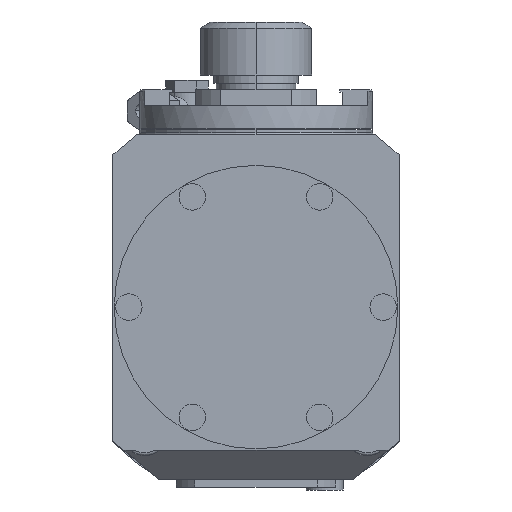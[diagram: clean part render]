
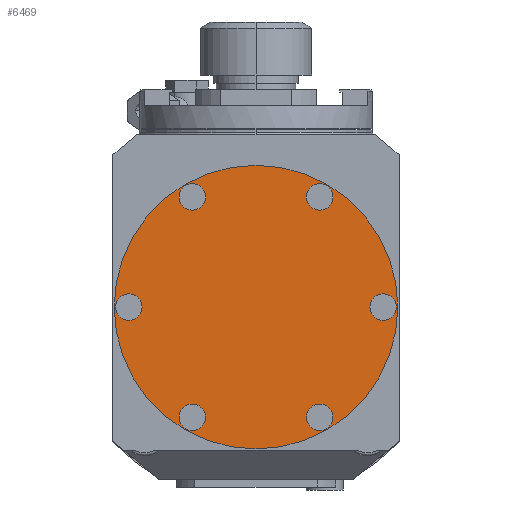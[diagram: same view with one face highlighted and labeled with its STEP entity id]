
A CAD part, left-side view. The second image highlights one B-rep face of the part: STEP entity #6469.
In plain terms, the highlighted planar face has unit normal (-1, 0, 0).
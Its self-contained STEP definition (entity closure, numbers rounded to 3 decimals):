
#667=CARTESIAN_POINT('',(-138.,0.,0.));
#668=DIRECTION('',(-1.,0.,0.));
#669=DIRECTION('',(0.,0.,1.));
#670=AXIS2_PLACEMENT_3D('',#667,#668,#669);
#676=CARTESIAN_POINT('',(-138.,0.,0.));
#677=DIRECTION('',(1.,0.,0.));
#678=DIRECTION('',(0.,0.,1.));
#679=AXIS2_PLACEMENT_3D('',#676,#677,#678);
#685=CARTESIAN_POINT('',(-138.,-24.,41.569));
#686=DIRECTION('',(1.,0.,0.));
#687=DIRECTION('',(0.,0.,1.));
#688=AXIS2_PLACEMENT_3D('',#685,#686,#687);
#690=CARTESIAN_POINT('',(-138.,-24.,41.569));
#691=DIRECTION('',(1.,0.,0.));
#692=DIRECTION('',(0.,0.,-1.));
#693=AXIS2_PLACEMENT_3D('',#690,#691,#692);
#695=CARTESIAN_POINT('',(-138.,24.,41.569));
#696=DIRECTION('',(1.,0.,0.));
#697=DIRECTION('',(0.,0.,1.));
#698=AXIS2_PLACEMENT_3D('',#695,#696,#697);
#700=CARTESIAN_POINT('',(-138.,24.,41.569));
#701=DIRECTION('',(1.,0.,0.));
#702=DIRECTION('',(0.,0.,-1.));
#703=AXIS2_PLACEMENT_3D('',#700,#701,#702);
#705=CARTESIAN_POINT('',(-138.,48.,0.));
#706=DIRECTION('',(1.,0.,0.));
#707=DIRECTION('',(0.,0.,1.));
#708=AXIS2_PLACEMENT_3D('',#705,#706,#707);
#710=CARTESIAN_POINT('',(-138.,48.,0.));
#711=DIRECTION('',(1.,0.,0.));
#712=DIRECTION('',(0.,0.,-1.));
#713=AXIS2_PLACEMENT_3D('',#710,#711,#712);
#715=CARTESIAN_POINT('',(-138.,24.,-41.569));
#716=DIRECTION('',(1.,0.,0.));
#717=DIRECTION('',(0.,0.,1.));
#718=AXIS2_PLACEMENT_3D('',#715,#716,#717);
#720=CARTESIAN_POINT('',(-138.,24.,-41.569));
#721=DIRECTION('',(1.,0.,0.));
#722=DIRECTION('',(0.,0.,-1.));
#723=AXIS2_PLACEMENT_3D('',#720,#721,#722);
#725=CARTESIAN_POINT('',(-138.,-24.,-41.569));
#726=DIRECTION('',(1.,0.,0.));
#727=DIRECTION('',(0.,0.,1.));
#728=AXIS2_PLACEMENT_3D('',#725,#726,#727);
#730=CARTESIAN_POINT('',(-138.,-24.,-41.569));
#731=DIRECTION('',(1.,0.,0.));
#732=DIRECTION('',(0.,0.,-1.));
#733=AXIS2_PLACEMENT_3D('',#730,#731,#732);
#735=CARTESIAN_POINT('',(-138.,-48.,0.));
#736=DIRECTION('',(1.,0.,0.));
#737=DIRECTION('',(0.,0.,1.));
#738=AXIS2_PLACEMENT_3D('',#735,#736,#737);
#740=CARTESIAN_POINT('',(-138.,-48.,0.));
#741=DIRECTION('',(1.,0.,0.));
#742=DIRECTION('',(0.,0.,-1.));
#743=AXIS2_PLACEMENT_3D('',#740,#741,#742);
#5345=CARTESIAN_POINT('',(-138.,0.,53.5));
#5346=CARTESIAN_POINT('',(-138.,0.,-53.5));
#5347=VERTEX_POINT('',#5345);
#5348=VERTEX_POINT('',#5346);
#5357=CARTESIAN_POINT('',(-138.,-24.,46.569));
#5358=CARTESIAN_POINT('',(-138.,-24.,36.569));
#5359=VERTEX_POINT('',#5357);
#5360=VERTEX_POINT('',#5358);
#5365=CARTESIAN_POINT('',(-138.,24.,46.569));
#5366=CARTESIAN_POINT('',(-138.,24.,36.569));
#5367=VERTEX_POINT('',#5365);
#5368=VERTEX_POINT('',#5366);
#5373=CARTESIAN_POINT('',(-138.,48.,5.));
#5374=CARTESIAN_POINT('',(-138.,48.,-5.));
#5375=VERTEX_POINT('',#5373);
#5376=VERTEX_POINT('',#5374);
#5381=CARTESIAN_POINT('',(-138.,24.,-36.569));
#5382=CARTESIAN_POINT('',(-138.,24.,-46.569));
#5383=VERTEX_POINT('',#5381);
#5384=VERTEX_POINT('',#5382);
#5389=CARTESIAN_POINT('',(-138.,-24.,-36.569));
#5390=CARTESIAN_POINT('',(-138.,-24.,-46.569));
#5391=VERTEX_POINT('',#5389);
#5392=VERTEX_POINT('',#5390);
#5397=CARTESIAN_POINT('',(-138.,-48.,5.));
#5398=CARTESIAN_POINT('',(-138.,-48.,-5.));
#5399=VERTEX_POINT('',#5397);
#5400=VERTEX_POINT('',#5398);
#6424=CARTESIAN_POINT('',(-138.,0.,0.));
#6425=DIRECTION('',(-1.,0.,0.));
#6426=DIRECTION('',(0.,0.,-1.));
#6427=AXIS2_PLACEMENT_3D('',#6424,#6425,#6426);
#6428=PLANE('',#6427);
#6429=ORIENTED_EDGE('',*,*,#6418,.T.);
#6430=ORIENTED_EDGE('',*,*,#6404,.F.);
#6431=EDGE_LOOP('',(#6429,#6430));
#6432=FACE_OUTER_BOUND('',#6431,.F.);
#6434=ORIENTED_EDGE('',*,*,#6433,.F.);
#6436=ORIENTED_EDGE('',*,*,#6435,.F.);
#6437=EDGE_LOOP('',(#6434,#6436));
#6438=FACE_BOUND('',#6437,.F.);
#6440=ORIENTED_EDGE('',*,*,#6439,.F.);
#6442=ORIENTED_EDGE('',*,*,#6441,.F.);
#6443=EDGE_LOOP('',(#6440,#6442));
#6444=FACE_BOUND('',#6443,.F.);
#6446=ORIENTED_EDGE('',*,*,#6445,.F.);
#6448=ORIENTED_EDGE('',*,*,#6447,.F.);
#6449=EDGE_LOOP('',(#6446,#6448));
#6450=FACE_BOUND('',#6449,.F.);
#6452=ORIENTED_EDGE('',*,*,#6451,.F.);
#6454=ORIENTED_EDGE('',*,*,#6453,.F.);
#6455=EDGE_LOOP('',(#6452,#6454));
#6456=FACE_BOUND('',#6455,.F.);
#6458=ORIENTED_EDGE('',*,*,#6457,.F.);
#6460=ORIENTED_EDGE('',*,*,#6459,.F.);
#6461=EDGE_LOOP('',(#6458,#6460));
#6462=FACE_BOUND('',#6461,.F.);
#6464=ORIENTED_EDGE('',*,*,#6463,.F.);
#6466=ORIENTED_EDGE('',*,*,#6465,.F.);
#6467=EDGE_LOOP('',(#6464,#6466));
#6468=FACE_BOUND('',#6467,.F.);
#6469=ADVANCED_FACE('',(#6432,#6438,#6444,#6450,#6456,#6462,#6468),#6428,.T.);
#671=CIRCLE('',#670,53.5);
#680=CIRCLE('',#679,53.5);
#689=CIRCLE('',#688,5.);
#694=CIRCLE('',#693,5.);
#699=CIRCLE('',#698,5.);
#704=CIRCLE('',#703,5.);
#709=CIRCLE('',#708,5.);
#714=CIRCLE('',#713,5.);
#719=CIRCLE('',#718,5.);
#724=CIRCLE('',#723,5.);
#729=CIRCLE('',#728,5.);
#734=CIRCLE('',#733,5.);
#739=CIRCLE('',#738,5.);
#744=CIRCLE('',#743,5.);
#6404=EDGE_CURVE('',#5347,#5348,#671,.T.);
#6418=EDGE_CURVE('',#5347,#5348,#680,.T.);
#6433=EDGE_CURVE('',#5359,#5360,#689,.T.);
#6435=EDGE_CURVE('',#5360,#5359,#694,.T.);
#6439=EDGE_CURVE('',#5367,#5368,#699,.T.);
#6441=EDGE_CURVE('',#5368,#5367,#704,.T.);
#6445=EDGE_CURVE('',#5375,#5376,#709,.T.);
#6447=EDGE_CURVE('',#5376,#5375,#714,.T.);
#6451=EDGE_CURVE('',#5383,#5384,#719,.T.);
#6453=EDGE_CURVE('',#5384,#5383,#724,.T.);
#6457=EDGE_CURVE('',#5391,#5392,#729,.T.);
#6459=EDGE_CURVE('',#5392,#5391,#734,.T.);
#6463=EDGE_CURVE('',#5399,#5400,#739,.T.);
#6465=EDGE_CURVE('',#5400,#5399,#744,.T.);
